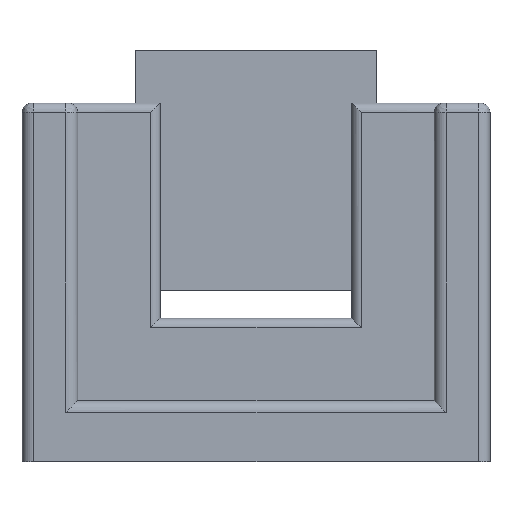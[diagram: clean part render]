
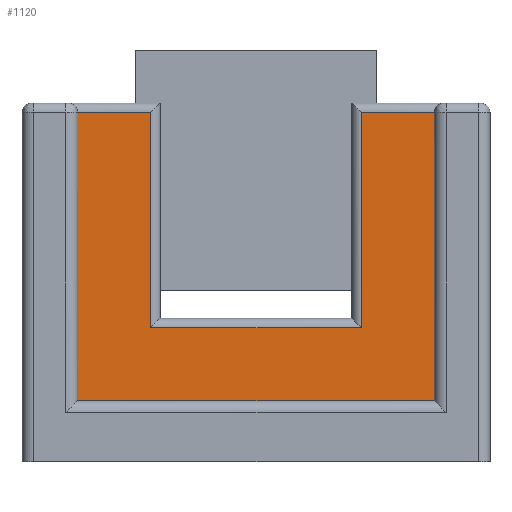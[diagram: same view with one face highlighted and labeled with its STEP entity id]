
A CAD part, front view. The second image highlights one B-rep face of the part: STEP entity #1120.
In plain terms, the highlighted planar face has unit normal (0, -1, 0).
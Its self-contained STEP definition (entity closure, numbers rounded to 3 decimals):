
#164=FACE_OUTER_BOUND('',#232,.T.);
#232=EDGE_LOOP('',(#947,#948,#949,#950,#951,#952,#953,#954));
#265=LINE('',#1646,#367);
#294=LINE('',#1736,#396);
#295=LINE('',#1740,#397);
#297=LINE('',#1751,#399);
#303=LINE('',#1819,#405);
#324=LINE('',#1928,#426);
#332=LINE('',#1945,#434);
#333=LINE('',#1946,#435);
#367=VECTOR('',#1296,10.);
#396=VECTOR('',#1375,10.);
#397=VECTOR('',#1380,10.);
#399=VECTOR('',#1394,10.);
#405=VECTOR('',#1436,10.);
#426=VECTOR('',#1521,10.);
#434=VECTOR('',#1537,10.);
#435=VECTOR('',#1538,10.);
#470=VERTEX_POINT('',#1643);
#471=VERTEX_POINT('',#1645);
#506=VERTEX_POINT('',#1733);
#507=VERTEX_POINT('',#1735);
#508=VERTEX_POINT('',#1739);
#511=VERTEX_POINT('',#1749);
#539=VERTEX_POINT('',#1927);
#544=VERTEX_POINT('',#1944);
#571=EDGE_CURVE('',#470,#471,#265,.T.);
#616=EDGE_CURVE('',#506,#507,#294,.T.);
#618=EDGE_CURVE('',#507,#508,#295,.T.);
#624=EDGE_CURVE('',#511,#470,#297,.T.);
#642=EDGE_CURVE('',#508,#511,#303,.T.);
#680=EDGE_CURVE('',#471,#539,#324,.T.);
#689=EDGE_CURVE('',#506,#544,#332,.T.);
#690=EDGE_CURVE('',#544,#539,#333,.T.);
#947=ORIENTED_EDGE('',*,*,#616,.F.);
#948=ORIENTED_EDGE('',*,*,#689,.T.);
#949=ORIENTED_EDGE('',*,*,#690,.T.);
#950=ORIENTED_EDGE('',*,*,#680,.F.);
#951=ORIENTED_EDGE('',*,*,#571,.F.);
#952=ORIENTED_EDGE('',*,*,#624,.F.);
#953=ORIENTED_EDGE('',*,*,#642,.F.);
#954=ORIENTED_EDGE('',*,*,#618,.F.);
#1059=PLANE('',#1248);
#1120=ADVANCED_FACE('',(#164),#1059,.F.);
#1248=AXIS2_PLACEMENT_3D('',#1943,#1535,#1536);
#1296=DIRECTION('',(1.,0.,0.));
#1375=DIRECTION('',(1.,0.,0.));
#1380=DIRECTION('',(0.,0.,-1.));
#1394=DIRECTION('',(0.,0.,1.));
#1436=DIRECTION('',(1.,0.,0.));
#1521=DIRECTION('',(0.,0.,-1.));
#1535=DIRECTION('center_axis',(0.,1.,0.));
#1536=DIRECTION('ref_axis',(1.,0.,0.));
#1537=DIRECTION('',(0.,0.,-1.));
#1538=DIRECTION('',(1.,0.,0.));
#1643=CARTESIAN_POINT('',(22.5,-2.75,84.6));
#1645=CARTESIAN_POINT('',(38.1,-2.75,84.6));
#1646=CARTESIAN_POINT('',(16.55,-2.75,84.6));
#1733=CARTESIAN_POINT('',(-38.1,-2.75,84.6));
#1735=CARTESIAN_POINT('',(-22.5,-2.75,84.6));
#1736=CARTESIAN_POINT('',(16.55,-2.75,84.6));
#1739=CARTESIAN_POINT('',(-22.5,-2.75,38.6));
#1740=CARTESIAN_POINT('',(-22.5,-2.75,67.4));
#1749=CARTESIAN_POINT('',(22.5,-2.75,38.6));
#1751=CARTESIAN_POINT('',(22.5,-2.75,67.4));
#1819=CARTESIAN_POINT('',(16.55,-2.75,38.6));
#1927=CARTESIAN_POINT('',(38.1,-2.75,23.));
#1928=CARTESIAN_POINT('',(38.1,-2.75,99.2));
#1943=CARTESIAN_POINT('Origin',(33.1,-2.75,99.2));
#1944=CARTESIAN_POINT('',(-38.1,-2.75,23.));
#1945=CARTESIAN_POINT('',(-38.1,-2.75,99.2));
#1946=CARTESIAN_POINT('',(33.1,-2.75,23.));
